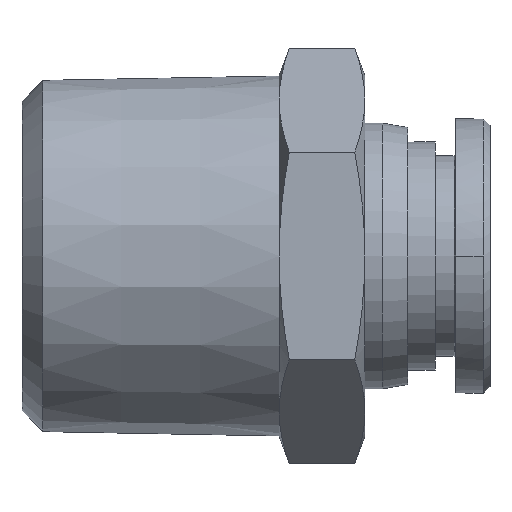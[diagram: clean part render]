
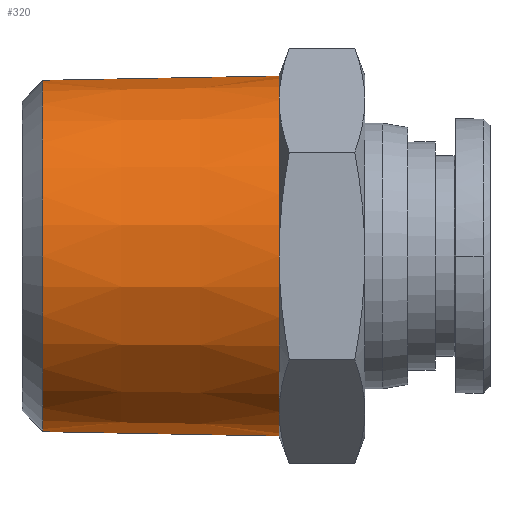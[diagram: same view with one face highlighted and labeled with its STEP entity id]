
A CAD part, front view. The second image highlights one B-rep face of the part: STEP entity #320.
In plain terms, the highlighted conical face has half-angle 1.06 degrees and reference radius 10.361 mm.
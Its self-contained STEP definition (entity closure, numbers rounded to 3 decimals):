
#252=CARTESIAN_POINT('',(0.0,0.,-3.0));
#253=DIRECTION('',(0.0,0.,1.0));
#254=DIRECTION('',(-1.0,0.0,0.0));
#255=AXIS2_PLACEMENT_3D('',#252,#253,#254);
#256=CONICAL_SURFACE('',#255,10.361,1.06);
#257=CARTESIAN_POINT('',(-10.245,0.,-9.3));
#258=VERTEX_POINT('',#257);
#259=CARTESIAN_POINT('',(-10.5,0.,4.5));
#260=VERTEX_POINT('',#259);
#261=CARTESIAN_POINT('',(-10.245,0.,-9.3));
#262=DIRECTION('',(-0.018,0.,1.));
#263=VECTOR('',#262,13.803);
#264=LINE('',#261,#263);
#265=EDGE_CURVE('',#258,#260,#264,.T.);
#266=ORIENTED_EDGE('',*,*,#265,.F.);
#267=CARTESIAN_POINT('',(10.245,0.,-9.3));
#268=VERTEX_POINT('',#267);
#269=CARTESIAN_POINT('',(0.0,0.,-9.3));
#270=DIRECTION('',(0.0,0.0,-1.0));
#271=DIRECTION('',(1.0,0.0,0.0));
#272=AXIS2_PLACEMENT_3D('',#269,#270,#271);
#273=CIRCLE('',#272,10.245);
#274=EDGE_CURVE('',#268,#258,#273,.T.);
#275=ORIENTED_EDGE('',*,*,#274,.F.);
#276=CARTESIAN_POINT('',(10.5,0.,4.5));
#277=VERTEX_POINT('',#276);
#278=CARTESIAN_POINT('',(10.5,0.,4.5));
#279=DIRECTION('',(-0.018,0.,-1.));
#280=VECTOR('',#279,13.803);
#281=LINE('',#278,#280);
#282=EDGE_CURVE('',#277,#268,#281,.T.);
#283=ORIENTED_EDGE('',*,*,#282,.F.);
#284=CARTESIAN_POINT('',(9.093,-5.25,4.5));
#285=VERTEX_POINT('',#284);
#286=CARTESIAN_POINT('',(0.0,0.,4.5));
#287=DIRECTION('',(0.0,0.0,1.0));
#288=DIRECTION('',(-1.0,0.0,0.0));
#289=AXIS2_PLACEMENT_3D('',#286,#287,#288);
#290=CIRCLE('',#289,10.5);
#291=EDGE_CURVE('',#285,#277,#290,.T.);
#292=ORIENTED_EDGE('',*,*,#291,.F.);
#293=CARTESIAN_POINT('',(0.,-10.5,4.5));
#294=VERTEX_POINT('',#293);
#295=CARTESIAN_POINT('',(0.0,0.,4.5));
#296=DIRECTION('',(0.0,0.0,1.0));
#297=DIRECTION('',(-1.0,0.0,0.0));
#298=AXIS2_PLACEMENT_3D('',#295,#296,#297);
#299=CIRCLE('',#298,10.5);
#300=EDGE_CURVE('',#294,#285,#299,.T.);
#301=ORIENTED_EDGE('',*,*,#300,.F.);
#302=CARTESIAN_POINT('',(-9.093,-5.25,4.5));
#303=VERTEX_POINT('',#302);
#304=CARTESIAN_POINT('',(0.0,0.,4.5));
#305=DIRECTION('',(0.0,0.0,1.0));
#306=DIRECTION('',(-1.0,0.0,0.0));
#307=AXIS2_PLACEMENT_3D('',#304,#305,#306);
#308=CIRCLE('',#307,10.5);
#309=EDGE_CURVE('',#303,#294,#308,.T.);
#310=ORIENTED_EDGE('',*,*,#309,.F.);
#311=CARTESIAN_POINT('',(0.0,0.,4.5));
#312=DIRECTION('',(0.0,0.0,1.0));
#313=DIRECTION('',(-1.0,0.0,0.0));
#314=AXIS2_PLACEMENT_3D('',#311,#312,#313);
#315=CIRCLE('',#314,10.5);
#316=EDGE_CURVE('',#260,#303,#315,.T.);
#317=ORIENTED_EDGE('',*,*,#316,.F.);
#318=EDGE_LOOP('',(#266,#275,#283,#292,#301,#310,#317));
#319=FACE_OUTER_BOUND('',#318,.T.);
#320=ADVANCED_FACE('',(#319),#256,.T.);
